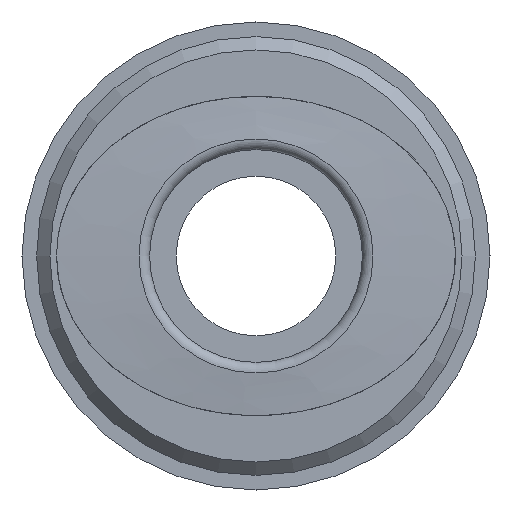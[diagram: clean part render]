
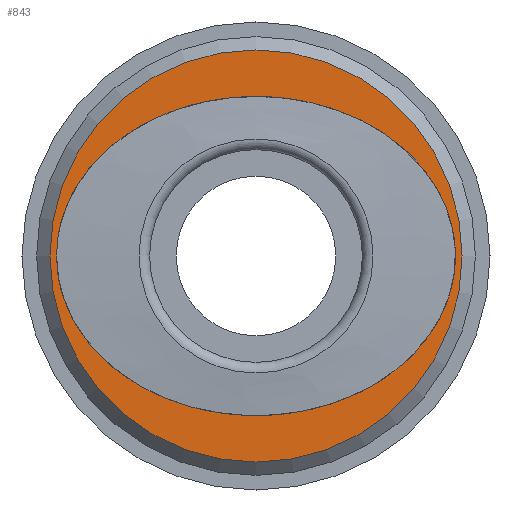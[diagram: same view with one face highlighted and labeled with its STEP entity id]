
A CAD part, front view. The second image highlights one B-rep face of the part: STEP entity #843.
In plain terms, the highlighted planar face has unit normal (0, -1, 0).
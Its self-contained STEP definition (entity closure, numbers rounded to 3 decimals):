
#629=CARTESIAN_POINT('',(-7.5,-22.575,0.));
#630=VERTEX_POINT('',#629);
#631=CARTESIAN_POINT('',(0.,-22.575,0.0));
#632=DIRECTION('',(0.0,1.0,0.0));
#633=DIRECTION('',(1.0,0.0,0.0));
#634=AXIS2_PLACEMENT_3D('',#631,#632,#633);
#635=ELLIPSE('',#634,7.5,6.0);
#636=EDGE_CURVE('',#630,#630,#635,.T.);
#824=CARTESIAN_POINT('',(-7.625,-22.575,0.0));
#825=DIRECTION('',(0.0,-1.0,0.0));
#826=DIRECTION('',(0.0,0.0,-1.0));
#827=AXIS2_PLACEMENT_3D('',#824,#825,#826);
#828=PLANE('',#827);
#829=CARTESIAN_POINT('',(-7.75,-22.575,0.0));
#830=VERTEX_POINT('',#829);
#831=CARTESIAN_POINT('',(0.,-22.575,0.0));
#832=DIRECTION('',(0.0,1.0,0.0));
#833=DIRECTION('',(-1.0,0.0,0.0));
#834=AXIS2_PLACEMENT_3D('',#831,#832,#833);
#835=CIRCLE('',#834,7.75);
#836=EDGE_CURVE('',#830,#830,#835,.T.);
#837=ORIENTED_EDGE('',*,*,#836,.F.);
#838=EDGE_LOOP('',(#837));
#839=FACE_OUTER_BOUND('',#838,.T.);
#840=ORIENTED_EDGE('',*,*,#636,.T.);
#841=EDGE_LOOP('',(#840));
#842=FACE_BOUND('',#841,.T.);
#843=ADVANCED_FACE('',(#839,#842),#828,.T.);
